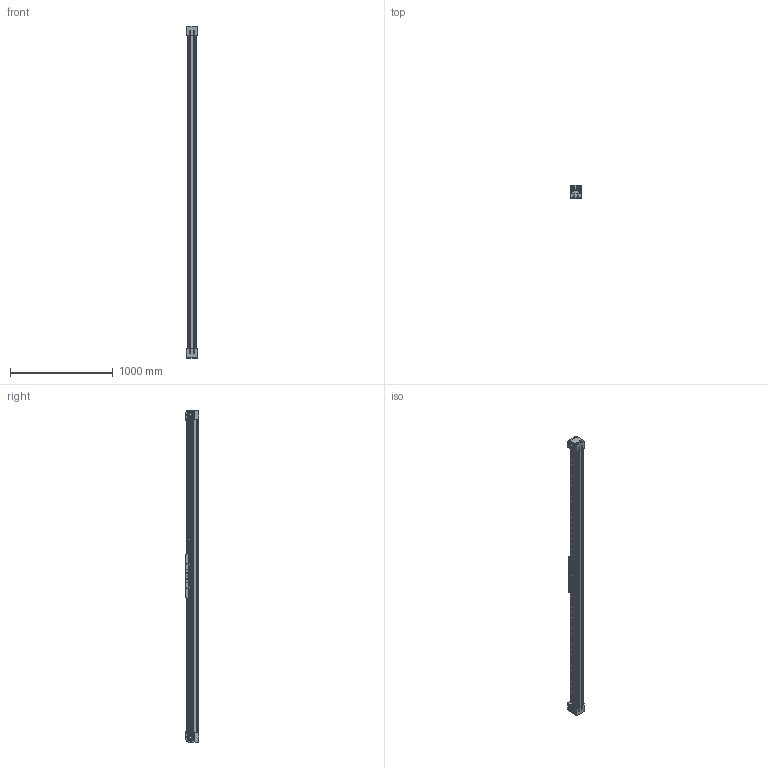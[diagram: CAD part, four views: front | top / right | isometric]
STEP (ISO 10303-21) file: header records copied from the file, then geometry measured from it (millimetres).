
FILE_DESCRIPTION (( 'STEP AP214' ), '1' );
FILE_NAME ('BLM80-2600.STEP', '2023-03-14T08:04:14', ( '' ), ( '' ), 'SwSTEP 2.0', 'SolidWorks 2023', '' );
FILE_SCHEMA (( 'AUTOMOTIVE_DESIGN' ));
Length unit declared in the file: millimetre
Products named in the file (1): BLM80-2600
Bounding box: 100 x 130 x 3224 mm (x, y, z)
Volume: 20482766.6 mm3; surface area: 3019478.6 mm2
Topology: 50 solids, 58 shells, 6112 faces, 17326 edges, 11406 vertices
Faces by surface type: plane 3458, cylinder 2326, torus 152, sphere 100, cone 52, bspline 24
Entity records: 270887 total; most frequent: CARTESIAN_POINT 41201, DIRECTION 34179, ORIENTED_EDGE 34044, EDGE_CURVE 17022, LINE 11471, VECTOR 11471, AXIS2_PLACEMENT_3D 11354, VERTEX_POINT 11214
